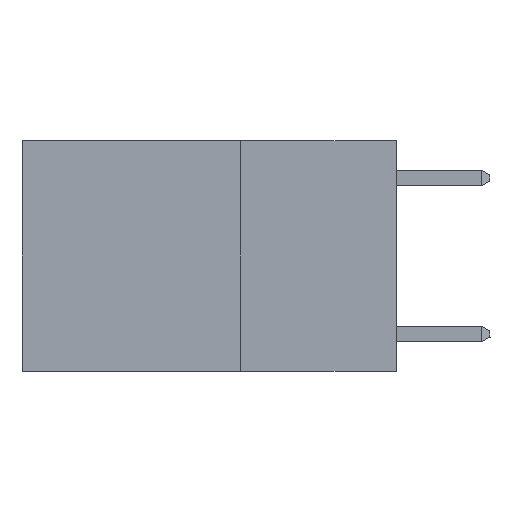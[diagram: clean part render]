
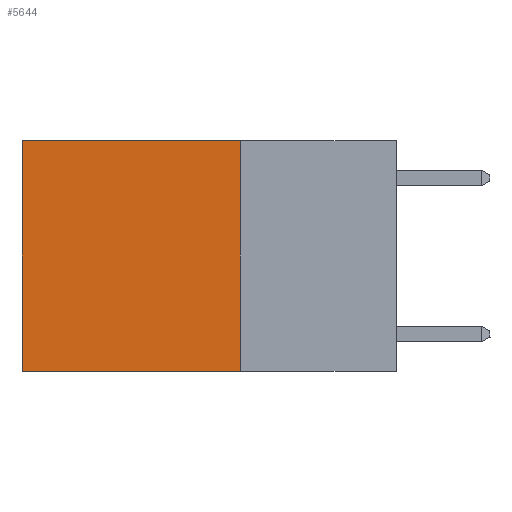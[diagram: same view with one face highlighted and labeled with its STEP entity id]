
A CAD part, left-side view. The second image highlights one B-rep face of the part: STEP entity #5644.
In plain terms, the highlighted planar face has unit normal (-1, 0, 0).
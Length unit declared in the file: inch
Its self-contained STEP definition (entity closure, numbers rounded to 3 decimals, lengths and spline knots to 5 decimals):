
#719 = CARTESIAN_POINT ( 'NONE',  ( 0.2625, 0.6, 0. ) ) ;
#758 = EDGE_CURVE ( 'NONE', #20662, #2647, #5031, .T. ) ;
#1510 = DIRECTION ( 'NONE',  ( 0., 1., 0. ) ) ;
#1855 = DIRECTION ( 'NONE',  ( 0., 1., 0. ) ) ;
#2647 = VERTEX_POINT ( 'NONE', #10269 ) ;
#3194 = CARTESIAN_POINT ( 'NONE',  ( 0.2625, 0.6, 0. ) ) ;
#3618 = VERTEX_POINT ( 'NONE', #8804 ) ;
#4632 = EDGE_CURVE ( 'NONE', #9740, #3618, #21348, .T. ) ;
#5027 = VECTOR ( 'NONE', #22120, 39.37008 ) ;
#5031 = LINE ( 'NONE', #16209, #5027 ) ;
#5368 = CARTESIAN_POINT ( 'NONE',  ( 0.2625, 0.25, 0. ) ) ;
#5644 = ADVANCED_FACE ( 'NONE', ( #12422 ), #17733, .F. ) ;
#6495 = LINE ( 'NONE', #16021, #19808 ) ;
#8537 = CARTESIAN_POINT ( 'NONE',  ( 0.2625, 0.25, 0. ) ) ;
#8804 = CARTESIAN_POINT ( 'NONE',  ( 0.2625, 0.6, -0.37 ) ) ;
#9194 = DIRECTION ( 'NONE',  ( 0., 0., -1. ) ) ;
#9740 = VERTEX_POINT ( 'NONE', #3194 ) ;
#9884 = EDGE_LOOP ( 'NONE', ( #16998, #17618, #17934, #18240 ) ) ;
#10269 = CARTESIAN_POINT ( 'NONE',  ( 0.2625, 0.25, -0.37 ) ) ;
#11216 = CARTESIAN_POINT ( 'NONE',  ( 0.2625, 0.25, 0. ) ) ;
#12422 = FACE_OUTER_BOUND ( 'NONE', #9884, .T. ) ;
#12587 = EDGE_CURVE ( 'NONE', #20662, #9740, #21519, .T. ) ;
#15323 = DIRECTION ( 'NONE',  ( 0., 0., -1. ) ) ;
#16021 = CARTESIAN_POINT ( 'NONE',  ( 0.2625, 0.25, -0.37 ) ) ;
#16209 = CARTESIAN_POINT ( 'NONE',  ( 0.2625, 0.25, 0. ) ) ;
#16998 = ORIENTED_EDGE ( 'NONE', *, *, #4632, .T. ) ;
#17618 = ORIENTED_EDGE ( 'NONE', *, *, #22515, .F. ) ;
#17733 = PLANE ( 'NONE',  #22562 ) ;
#17934 = ORIENTED_EDGE ( 'NONE', *, *, #758, .F. ) ;
#18240 = ORIENTED_EDGE ( 'NONE', *, *, #12587, .T. ) ;
#19390 = DIRECTION ( 'NONE',  ( 1., 0., 0. ) ) ;
#19808 = VECTOR ( 'NONE', #1510, 39.37008 ) ;
#20662 = VERTEX_POINT ( 'NONE', #8537 ) ;
#21323 = VECTOR ( 'NONE', #1855, 39.37008 ) ;
#21324 = VECTOR ( 'NONE', #15323, 39.37008 ) ;
#21348 = LINE ( 'NONE', #719, #21324 ) ;
#21519 = LINE ( 'NONE', #11216, #21323 ) ;
#22120 = DIRECTION ( 'NONE',  ( 0., 0., -1. ) ) ;
#22515 = EDGE_CURVE ( 'NONE', #2647, #3618, #6495, .T. ) ;
#22562 = AXIS2_PLACEMENT_3D ( 'NONE', #5368, #19390, #9194 ) ;
